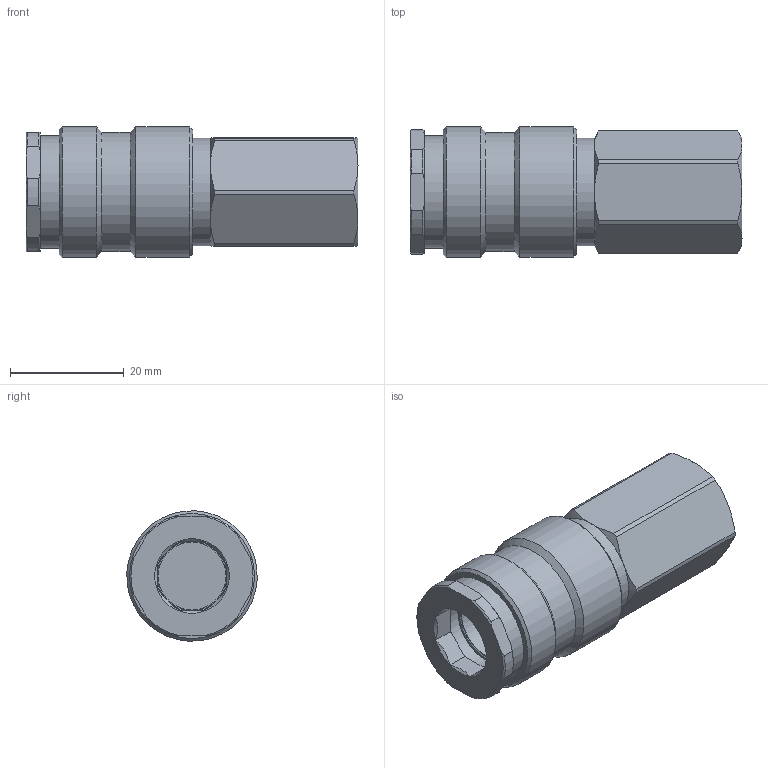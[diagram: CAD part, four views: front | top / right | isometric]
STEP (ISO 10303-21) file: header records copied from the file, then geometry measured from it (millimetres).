
FILE_DESCRIPTION(/* description */ (''),/* implementation_level */ '2;1');
FILE_NAME(/* name */ 'ESIFK 14 IR.stp',/* time_stamp */ '2021-09-08T06:50:25+02:00',/* author */ ('Fabian.schmidt'),/* organization */ (''),/* preprocessor_version */ 'ST-DEVELOPER v17',/* originating_system */ 'Autodesk Inventor 2018',/* authorisation */ '0 mm^3');
FILE_SCHEMA (('AUTOMOTIVE_DESIGN { 1 0 10303 214 3 1 1 }'));
Length unit declared in the file: millimetre
Products named in the file (1): LUE_00027473
Bounding box: 58.5 x 22.97 x 22.97 mm (x, y, z)
Volume: 16700.8 mm3; surface area: 6215.6 mm2
Topology: 1 solids, 1 shells, 95 faces, 241 edges, 159 vertices
Faces by surface type: cone 39, plane 33, cylinder 23
Full cylindrical faces by diameter (mm): 10 x1, 11.445 x1, 12 x1, 13.5 x1, 19 x1, 19.3 x1, 19.75 x1, 20 x1, 21 x1, 23 x2
Entity records: 2980 total; most frequent: CARTESIAN_POINT 608, ORIENTED_EDGE 482, DIRECTION 476, EDGE_CURVE 241, AXIS2_PLACEMENT_3D 195, VERTEX_POINT 159, EDGE_LOOP 106, CIRCLE 99
